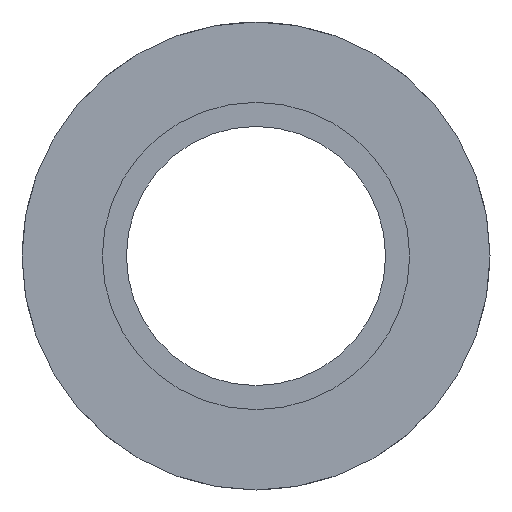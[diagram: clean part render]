
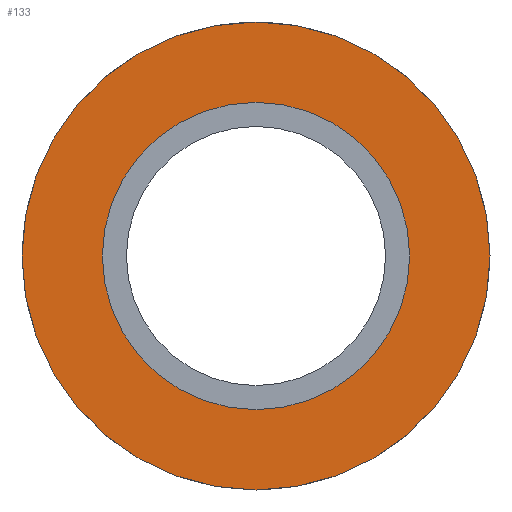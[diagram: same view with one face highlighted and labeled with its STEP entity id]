
A CAD part, front view. The second image highlights one B-rep face of the part: STEP entity #133.
In plain terms, the highlighted planar face has unit normal (0, -1, 0).
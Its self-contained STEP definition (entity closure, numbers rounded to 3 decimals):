
#26 = DIRECTION ( 'NONE',  ( 0., 0., 1. ) ) ;
#28 = CARTESIAN_POINT ( 'NONE',  ( 0., 0., 13.1 ) ) ;
#29 = CARTESIAN_POINT ( 'NONE',  ( 0., 0., 0. ) ) ;
#42 = DIRECTION ( 'NONE',  ( 0., 1., 0. ) ) ;
#45 = CIRCLE ( 'NONE', #194, 13.1 ) ;
#47 = AXIS2_PLACEMENT_3D ( 'NONE', #129, #84, #123 ) ;
#69 = EDGE_LOOP ( 'NONE', ( #178 ) ) ;
#74 = CARTESIAN_POINT ( 'NONE',  ( 0., 0., 19.95 ) ) ;
#84 = DIRECTION ( 'NONE',  ( 0., 1., 0. ) ) ;
#93 = DIRECTION ( 'NONE',  ( 0., -1., 0. ) ) ;
#117 = VERTEX_POINT ( 'NONE', #28 ) ;
#121 = AXIS2_PLACEMENT_3D ( 'NONE', #197, #42, #26 ) ;
#123 = DIRECTION ( 'NONE',  ( 0., 0., 1. ) ) ;
#129 = CARTESIAN_POINT ( 'NONE',  ( 0., 0., 0. ) ) ;
#131 = FACE_OUTER_BOUND ( 'NONE', #69, .T. ) ;
#132 = CIRCLE ( 'NONE', #47, 19.95 ) ;
#133 = ADVANCED_FACE ( 'NONE', ( #215, #131 ), #172, .F. ) ;
#155 = VERTEX_POINT ( 'NONE', #74 ) ;
#159 = DIRECTION ( 'NONE',  ( 0., 0., 1. ) ) ;
#172 = PLANE ( 'NONE',  #121 ) ;
#173 = EDGE_CURVE ( 'NONE', #155, #155, #132, .T. ) ;
#178 = ORIENTED_EDGE ( 'NONE', *, *, #173, .F. ) ;
#194 = AXIS2_PLACEMENT_3D ( 'NONE', #29, #93, #159 ) ;
#197 = CARTESIAN_POINT ( 'NONE',  ( 0., 0., 0. ) ) ;
#215 = FACE_BOUND ( 'NONE', #227, .T. ) ;
#220 = ORIENTED_EDGE ( 'NONE', *, *, #223, .F. ) ;
#223 = EDGE_CURVE ( 'NONE', #117, #117, #45, .T. ) ;
#227 = EDGE_LOOP ( 'NONE', ( #220 ) ) ;
